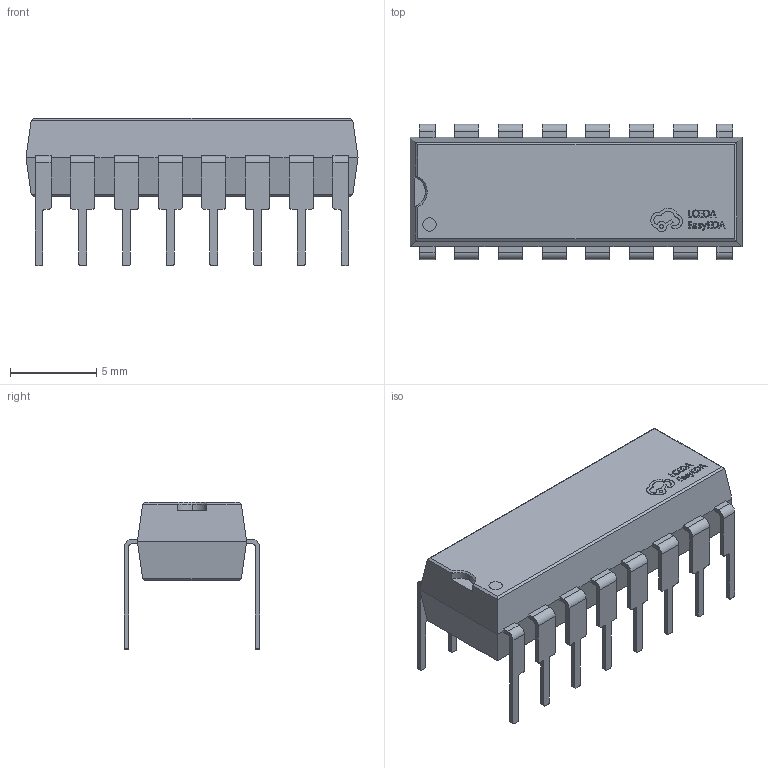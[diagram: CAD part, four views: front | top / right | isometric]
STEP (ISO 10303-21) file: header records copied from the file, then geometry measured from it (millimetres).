
FILE_DESCRIPTION (( 'STEP AP214' ), '1' );
FILE_NAME ('DIP-16_L19.3-W6.4-P2.54-LS7.6-BL.step', '2022-06-21T13:58:00', ( '' ), ( '' ), 'SwSTEP 2.0', 'SolidWorks 2020', '' );
FILE_SCHEMA (( 'AUTOMOTIVE_DESIGN' ));
Length unit declared in the file: millimetre
Products named in the file (1): DIP-16_L19.3-W6.4-P2.54-LS7.6-BL
Bounding box: 19.3 x 7.87 x 8.58 mm (x, y, z)
Volume: 546 mm3; surface area: 683.9 mm2
Topology: 1 solids, 1 shells, 598 faces, 1694 edges, 1125 vertices
Faces by surface type: plane 360, cylinder 124, bspline 112, cone 2
Entity records: 27130 total; most frequent: CARTESIAN_POINT 5540, ORIENTED_EDGE 3388, DIRECTION 2684, EDGE_CURVE 1694, LINE 1210, VECTOR 1210, VERTEX_POINT 1125, AXIS2_PLACEMENT_3D 737
